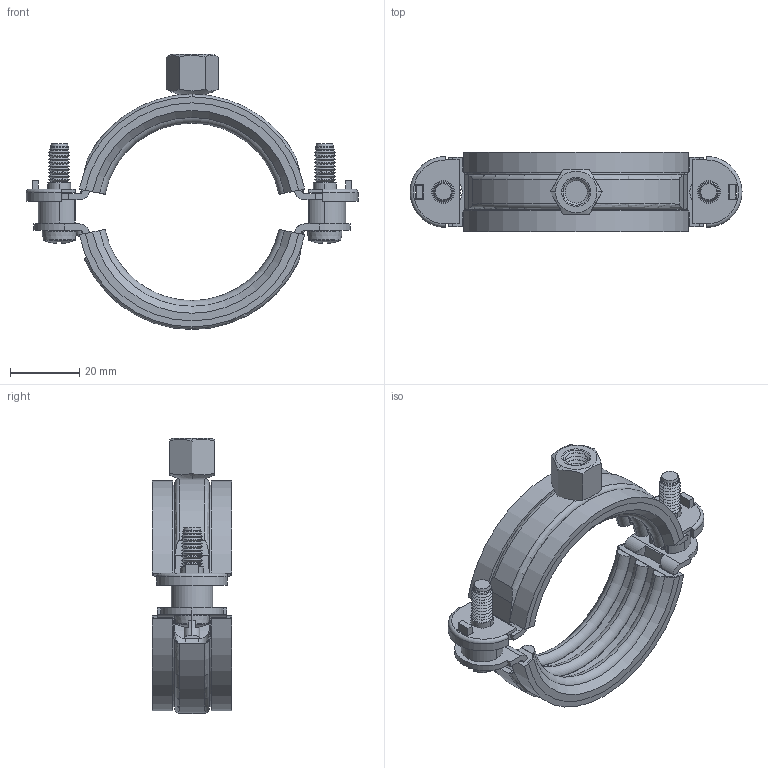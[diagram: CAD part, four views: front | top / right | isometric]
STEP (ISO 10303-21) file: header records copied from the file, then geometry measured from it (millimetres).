
FILE_DESCRIPTION((''),'2;1');
FILE_NAME('25232.stp','2007-07-19T15:53:09',(''),(''),'Mechanical Desktop.R8.0.24.0','Mechanical Desktop.R8.0.24.0',', , ');
FILE_SCHEMA(('CONFIG_CONTROL_DESIGN'));
Length unit declared in the file: millimetre
Products named in the file (20): 25232; GEWINDETEIL; OBERTEIL; GEWINDEPLATTEM6X20; HUTMUTTER8; M6X25; SCHRAUBEM6X25; KUNSTSTOFFTEIL BLAU; TEIL1; DGL GRUNDKÖRPER; ~TEIL1; DGL GRUNDKÖRPER OT; ~~TEIL1; FADEN AUßEN; ~~~TEIL1; FADEN MITTE; ~~~~TEIL1; ~FADEN MITTE; ~~~~~TEIL1; RM_SDB
Assembly tree (28 placements, depth 3):
  25232
    GEWINDETEIL
    OBERTEIL
    GEWINDEPLATTEM6X20  x2
    HUTMUTTER8
    M6X25  x2
      SCHRAUBEM6X25
    KUNSTSTOFFTEIL BLAU  x2
      TEIL1
    DGL GRUNDKÖRPER
      ~TEIL1
    DGL GRUNDKÖRPER OT
      ~~TEIL1
    FADEN AUßEN  x4
      ~~~TEIL1
    FADEN MITTE
      ~~~~TEIL1
    ~FADEN MITTE
      ~~~~~TEIL1
    RM_SDB  x4
Bounding box: 95.94 x 23 x 79.49 mm (x, y, z)
Volume: 29438.5 mm3; surface area: 37731.5 mm2
Topology: 17 solids, 17 shells, 846 faces, 2071 edges, 1228 vertices
Faces by surface type: cylinder 265, cone 246, plane 195, bspline 84, torus 38, sphere 18
Entity records: 22528 total; most frequent: CARTESIAN_POINT 9444, DIRECTION 2805, ORIENTED_EDGE 2640, EDGE_CURVE 1320, AXIS2_PLACEMENT_3D 1093, VERTEX_POINT 807, VECTOR 619, LINE 619
